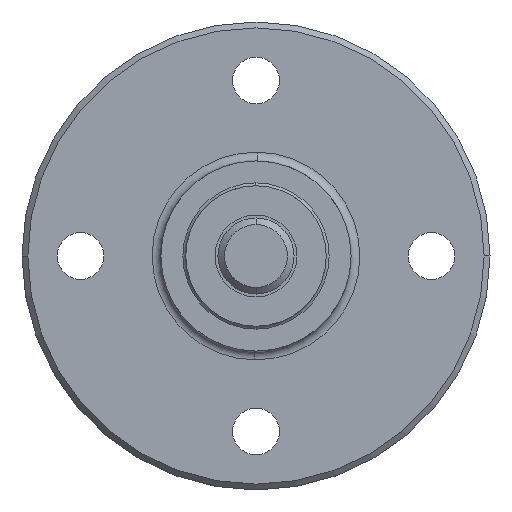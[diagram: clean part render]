
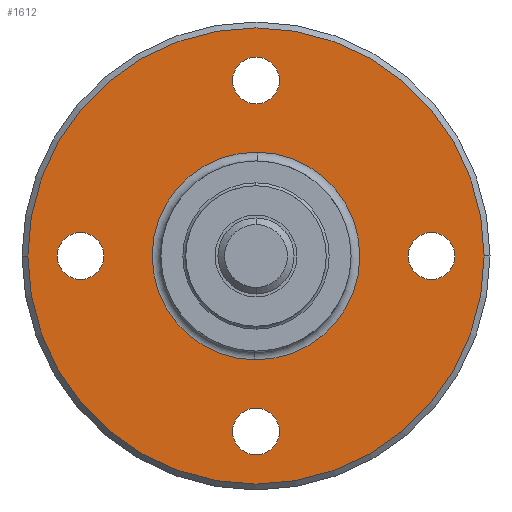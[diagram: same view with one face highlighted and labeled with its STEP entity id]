
A CAD part, left-side view. The second image highlights one B-rep face of the part: STEP entity #1612.
In plain terms, the highlighted planar face has unit normal (-1, 0, 0).
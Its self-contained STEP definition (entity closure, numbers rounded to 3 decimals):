
#3 = CARTESIAN_POINT ( 'NONE',  ( 22.757, 100.516, 78.612 ) ) ;
#6 = DIRECTION ( 'NONE',  ( 0., 1., 0. ) ) ;
#11 = CIRCLE ( 'NONE', #1951, 0.8 ) ;
#14 = VERTEX_POINT ( 'NONE', #2298 ) ;
#18 = EDGE_CURVE ( 'NONE', #14, #2348, #1279, .T. ) ;
#19 = DIRECTION ( 'NONE',  ( 0., 0., -1. ) ) ;
#32 = CARTESIAN_POINT ( 'NONE',  ( 22.757, 100.516, 77.012 ) ) ;
#33 = AXIS2_PLACEMENT_3D ( 'NONE', #999, #1737, #19 ) ;
#45 = EDGE_CURVE ( 'NONE', #1127, #763, #177, .T. ) ;
#75 = VERTEX_POINT ( 'NONE', #1332 ) ;
#118 = DIRECTION ( 'NONE',  ( 1., 0., 0. ) ) ;
#125 = CIRCLE ( 'NONE', #1865, 0.8 ) ;
#145 = ORIENTED_EDGE ( 'NONE', *, *, #1047, .T. ) ;
#164 = EDGE_CURVE ( 'NONE', #1287, #467, #680, .T. ) ;
#177 = CIRCLE ( 'NONE', #1238, 0.8 ) ;
#227 = CIRCLE ( 'NONE', #651, 3.55 ) ;
#261 = AXIS2_PLACEMENT_3D ( 'NONE', #712, #921, #2442 ) ;
#274 = VERTEX_POINT ( 'NONE', #1069 ) ;
#276 = CARTESIAN_POINT ( 'NONE',  ( 22.757, 112.516, 77.812 ) ) ;
#277 = FACE_BOUND ( 'NONE', #1589, .T. ) ;
#288 = AXIS2_PLACEMENT_3D ( 'NONE', #2459, #1342, #6 ) ;
#294 = EDGE_CURVE ( 'NONE', #1487, #1813, #1366, .T. ) ;
#311 = ORIENTED_EDGE ( 'NONE', *, *, #164, .T. ) ;
#332 = EDGE_LOOP ( 'NONE', ( #145, #2397 ) ) ;
#350 = DIRECTION ( 'NONE',  ( 0., 1., 0. ) ) ;
#373 = CARTESIAN_POINT ( 'NONE',  ( 22.757, 100.516, 77.812 ) ) ;
#393 = DIRECTION ( 'NONE',  ( -1., 0., 0. ) ) ;
#437 = ORIENTED_EDGE ( 'NONE', *, *, #1826, .T. ) ;
#461 = CIRCLE ( 'NONE', #261, 7.8 ) ;
#462 = CIRCLE ( 'NONE', #33, 7.8 ) ;
#467 = VERTEX_POINT ( 'NONE', #2342 ) ;
#489 = AXIS2_PLACEMENT_3D ( 'NONE', #1597, #2156, #2013 ) ;
#595 = AXIS2_PLACEMENT_3D ( 'NONE', #1430, #660, #873 ) ;
#624 = CARTESIAN_POINT ( 'NONE',  ( 22.757, 114.316, 77.812 ) ) ;
#646 = FACE_BOUND ( 'NONE', #869, .T. ) ;
#651 = AXIS2_PLACEMENT_3D ( 'NONE', #2455, #393, #782 ) ;
#660 = DIRECTION ( 'NONE',  ( 1., 0., 0. ) ) ;
#674 = CARTESIAN_POINT ( 'NONE',  ( 22.757, 106.516, 71.812 ) ) ;
#680 = CIRCLE ( 'NONE', #1203, 0.8 ) ;
#690 = EDGE_CURVE ( 'NONE', #75, #1378, #461, .T. ) ;
#712 = CARTESIAN_POINT ( 'NONE',  ( 22.757, 106.516, 77.812 ) ) ;
#722 = EDGE_CURVE ( 'NONE', #2348, #14, #227, .T. ) ;
#763 = VERTEX_POINT ( 'NONE', #3 ) ;
#782 = DIRECTION ( 'NONE',  ( 0., 0., -1. ) ) ;
#815 = CIRCLE ( 'NONE', #489, 0.8 ) ;
#826 = CIRCLE ( 'NONE', #1143, 0.8 ) ;
#840 = ORIENTED_EDGE ( 'NONE', *, *, #722, .F. ) ;
#869 = EDGE_LOOP ( 'NONE', ( #311, #2382 ) ) ;
#873 = DIRECTION ( 'NONE',  ( 0., 0., 1. ) ) ;
#887 = DIRECTION ( 'NONE',  ( 1., 0., 0. ) ) ;
#902 = CARTESIAN_POINT ( 'NONE',  ( 22.757, 105.716, 83.812 ) ) ;
#921 = DIRECTION ( 'NONE',  ( -1., 0., 0. ) ) ;
#942 = DIRECTION ( 'NONE',  ( 1., 0., 0. ) ) ;
#972 = CARTESIAN_POINT ( 'NONE',  ( 22.757, 100.516, 77.812 ) ) ;
#999 = CARTESIAN_POINT ( 'NONE',  ( 22.757, 106.516, 77.812 ) ) ;
#1047 = EDGE_CURVE ( 'NONE', #1813, #1487, #2213, .T. ) ;
#1069 = CARTESIAN_POINT ( 'NONE',  ( 22.757, 112.516, 78.612 ) ) ;
#1075 = CARTESIAN_POINT ( 'NONE',  ( 22.757, 107.316, 83.812 ) ) ;
#1107 = DIRECTION ( 'NONE',  ( 0., -1., 0. ) ) ;
#1127 = VERTEX_POINT ( 'NONE', #32 ) ;
#1134 = DIRECTION ( 'NONE',  ( 1., 0., 0. ) ) ;
#1143 = AXIS2_PLACEMENT_3D ( 'NONE', #972, #2268, #2281 ) ;
#1165 = EDGE_CURVE ( 'NONE', #1378, #75, #462, .T. ) ;
#1203 = AXIS2_PLACEMENT_3D ( 'NONE', #674, #887, #1107 ) ;
#1238 = AXIS2_PLACEMENT_3D ( 'NONE', #373, #942, #1533 ) ;
#1279 = CIRCLE ( 'NONE', #1401, 3.55 ) ;
#1287 = VERTEX_POINT ( 'NONE', #1583 ) ;
#1308 = CARTESIAN_POINT ( 'NONE',  ( 22.757, 106.516, 77.812 ) ) ;
#1332 = CARTESIAN_POINT ( 'NONE',  ( 22.757, 98.716, 77.812 ) ) ;
#1342 = DIRECTION ( 'NONE',  ( 1., 0., 0. ) ) ;
#1358 = ORIENTED_EDGE ( 'NONE', *, *, #45, .T. ) ;
#1366 = CIRCLE ( 'NONE', #288, 0.8 ) ;
#1371 = ORIENTED_EDGE ( 'NONE', *, *, #690, .T. ) ;
#1375 = EDGE_LOOP ( 'NONE', ( #437, #2068 ) ) ;
#1378 = VERTEX_POINT ( 'NONE', #624 ) ;
#1401 = AXIS2_PLACEMENT_3D ( 'NONE', #1308, #2069, #1912 ) ;
#1410 = FACE_OUTER_BOUND ( 'NONE', #2148, .T. ) ;
#1418 = DIRECTION ( 'NONE',  ( 0., 0., -1. ) ) ;
#1430 = CARTESIAN_POINT ( 'NONE',  ( 22.757, 106.516, 77.812 ) ) ;
#1440 = CARTESIAN_POINT ( 'NONE',  ( 22.757, 112.516, 77.812 ) ) ;
#1487 = VERTEX_POINT ( 'NONE', #902 ) ;
#1530 = CARTESIAN_POINT ( 'NONE',  ( 22.757, 112.516, 77.012 ) ) ;
#1533 = DIRECTION ( 'NONE',  ( 0., 0., 1. ) ) ;
#1541 = ORIENTED_EDGE ( 'NONE', *, *, #1165, .T. ) ;
#1583 = CARTESIAN_POINT ( 'NONE',  ( 22.757, 105.716, 71.812 ) ) ;
#1589 = EDGE_LOOP ( 'NONE', ( #1623, #1358 ) ) ;
#1597 = CARTESIAN_POINT ( 'NONE',  ( 22.757, 106.516, 71.812 ) ) ;
#1601 = FACE_BOUND ( 'NONE', #1980, .T. ) ;
#1612 = ADVANCED_FACE ( 'NONE', ( #1601, #2187, #2366, #646, #277, #1410 ), #2177, .F. ) ;
#1623 = ORIENTED_EDGE ( 'NONE', *, *, #2387, .T. ) ;
#1737 = DIRECTION ( 'NONE',  ( -1., 0., 0. ) ) ;
#1813 = VERTEX_POINT ( 'NONE', #1075 ) ;
#1815 = EDGE_CURVE ( 'NONE', #274, #2443, #11, .T. ) ;
#1826 = EDGE_CURVE ( 'NONE', #2443, #274, #125, .T. ) ;
#1848 = AXIS2_PLACEMENT_3D ( 'NONE', #2462, #1134, #350 ) ;
#1865 = AXIS2_PLACEMENT_3D ( 'NONE', #276, #118, #1418 ) ;
#1912 = DIRECTION ( 'NONE',  ( 0., 0., -1. ) ) ;
#1951 = AXIS2_PLACEMENT_3D ( 'NONE', #1440, #1981, #2362 ) ;
#1980 = EDGE_LOOP ( 'NONE', ( #840, #2279 ) ) ;
#1981 = DIRECTION ( 'NONE',  ( 1., 0., 0. ) ) ;
#2013 = DIRECTION ( 'NONE',  ( 0., -1., 0. ) ) ;
#2068 = ORIENTED_EDGE ( 'NONE', *, *, #1815, .T. ) ;
#2069 = DIRECTION ( 'NONE',  ( -1., 0., 0. ) ) ;
#2148 = EDGE_LOOP ( 'NONE', ( #1541, #1371 ) ) ;
#2156 = DIRECTION ( 'NONE',  ( 1., 0., 0. ) ) ;
#2177 = PLANE ( 'NONE',  #595 ) ;
#2187 = FACE_BOUND ( 'NONE', #332, .T. ) ;
#2203 = EDGE_CURVE ( 'NONE', #467, #1287, #815, .T. ) ;
#2213 = CIRCLE ( 'NONE', #1848, 0.8 ) ;
#2268 = DIRECTION ( 'NONE',  ( 1., 0., 0. ) ) ;
#2279 = ORIENTED_EDGE ( 'NONE', *, *, #18, .F. ) ;
#2281 = DIRECTION ( 'NONE',  ( 0., 0., 1. ) ) ;
#2294 = CARTESIAN_POINT ( 'NONE',  ( 22.757, 106.555, 74.262 ) ) ;
#2298 = CARTESIAN_POINT ( 'NONE',  ( 22.757, 106.478, 81.361 ) ) ;
#2342 = CARTESIAN_POINT ( 'NONE',  ( 22.757, 107.316, 71.812 ) ) ;
#2348 = VERTEX_POINT ( 'NONE', #2294 ) ;
#2362 = DIRECTION ( 'NONE',  ( 0., 0., -1. ) ) ;
#2366 = FACE_BOUND ( 'NONE', #1375, .T. ) ;
#2382 = ORIENTED_EDGE ( 'NONE', *, *, #2203, .T. ) ;
#2387 = EDGE_CURVE ( 'NONE', #763, #1127, #826, .T. ) ;
#2397 = ORIENTED_EDGE ( 'NONE', *, *, #294, .T. ) ;
#2442 = DIRECTION ( 'NONE',  ( 0., 0., -1. ) ) ;
#2443 = VERTEX_POINT ( 'NONE', #1530 ) ;
#2455 = CARTESIAN_POINT ( 'NONE',  ( 22.757, 106.516, 77.812 ) ) ;
#2459 = CARTESIAN_POINT ( 'NONE',  ( 22.757, 106.516, 83.812 ) ) ;
#2462 = CARTESIAN_POINT ( 'NONE',  ( 22.757, 106.516, 83.812 ) ) ;
